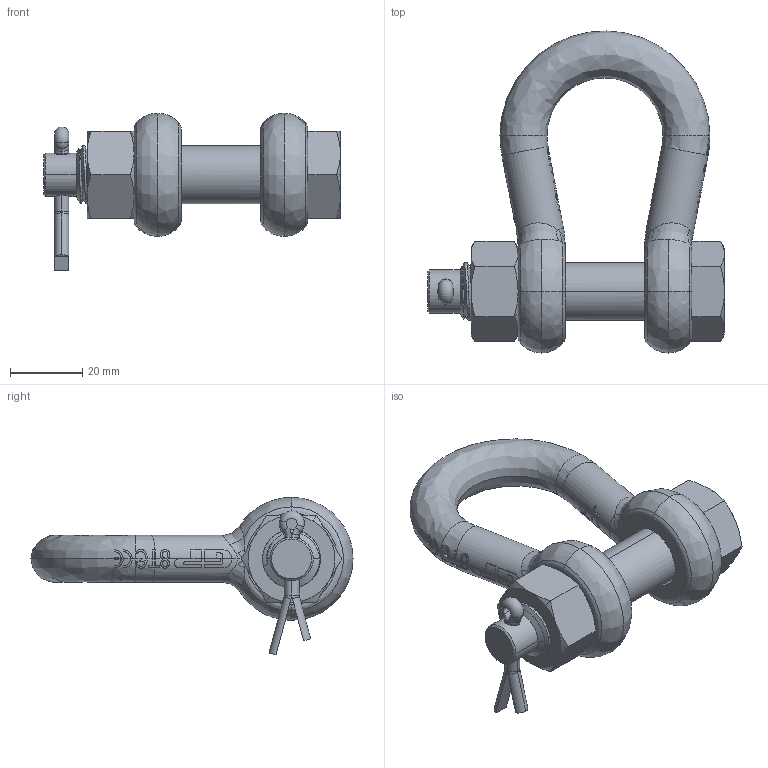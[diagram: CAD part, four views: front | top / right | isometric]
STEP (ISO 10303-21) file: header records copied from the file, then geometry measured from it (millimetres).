
FILE_DESCRIPTION(('STEP AP214'),'1');
FILE_NAME('sughmb13.stp','2017-03-31T06:22:28',('TraceParts'),('TraceParts S.A.'),'Spatial InterOp 3D',' ',' ');
FILE_SCHEMA(('automotive_design'));
Length unit declared in the file: millimetre
Products named in the file (4): sughmb13_1; sughmb13_2; sughmb13_3; sughmb13_4
Bounding box: 82 x 88.99 x 43.49 mm (x, y, z)
Volume: 53942.1 mm3; surface area: 20179.8 mm2
Topology: 4 solids, 4 shells, 762 faces, 2140 edges, 1387 vertices
Faces by surface type: bspline 329, plane 260, cylinder 140, cone 28, torus 5
Entity records: 37782 total; most frequent: CARTESIAN_POINT 21363, ORIENTED_EDGE 4252, DIRECTION 2149, EDGE_CURVE 2126, VERTEX_POINT 1387, LINE 871, VECTOR 871, B_SPLINE_CURVE_WITH_KNOTS 829
